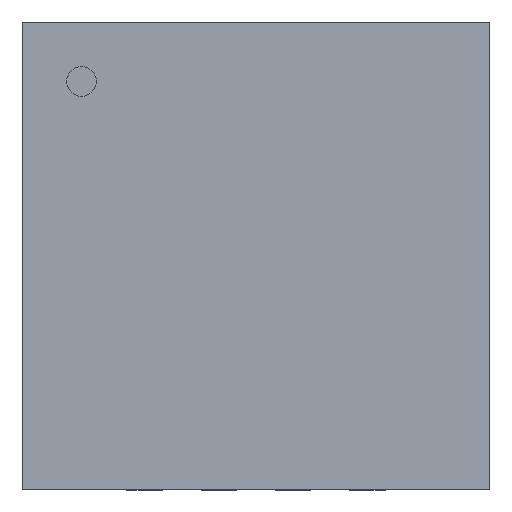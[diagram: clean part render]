
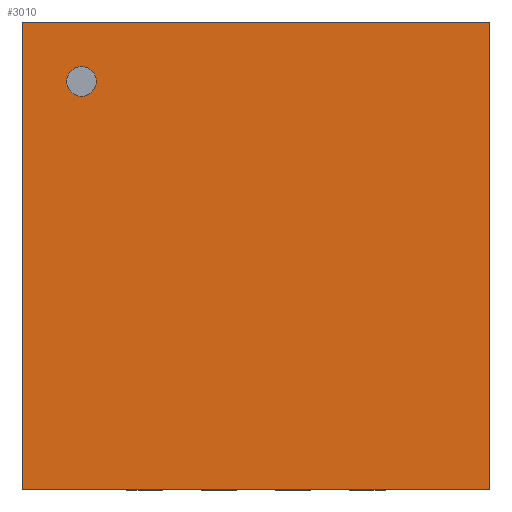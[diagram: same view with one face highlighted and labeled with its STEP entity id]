
A CAD part, top view. The second image highlights one B-rep face of the part: STEP entity #3010.
In plain terms, the highlighted planar face has unit normal (0, 0, 1).
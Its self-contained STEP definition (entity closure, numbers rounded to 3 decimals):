
#16=FACE_BOUND('',#489,.T.);
#123=CIRCLE('',#3271,0.1);
#310=FACE_OUTER_BOUND('',#488,.T.);
#488=EDGE_LOOP('',(#2552,#2553,#2554,#2555));
#489=EDGE_LOOP('',(#2556));
#737=LINE('',#4707,#1081);
#783=LINE('',#4809,#1127);
#824=LINE('',#4905,#1168);
#843=LINE('',#4940,#1187);
#1081=VECTOR('',#3850,3.15);
#1127=VECTOR('',#3938,3.15);
#1168=VECTOR('',#4021,3.15);
#1187=VECTOR('',#4052,3.15);
#1388=VERTEX_POINT('',#4704);
#1389=VERTEX_POINT('',#4706);
#1424=VERTEX_POINT('',#4807);
#1458=VERTEX_POINT('',#4903);
#1470=VERTEX_POINT('',#4950);
#1747=EDGE_CURVE('',#1388,#1389,#737,.T.);
#1801=EDGE_CURVE('',#1424,#1388,#783,.T.);
#1850=EDGE_CURVE('',#1458,#1424,#824,.T.);
#1871=EDGE_CURVE('',#1389,#1458,#843,.T.);
#1878=EDGE_CURVE('',#1470,#1470,#123,.T.);
#2552=ORIENTED_EDGE('',*,*,#1801,.F.);
#2553=ORIENTED_EDGE('',*,*,#1850,.F.);
#2554=ORIENTED_EDGE('',*,*,#1871,.F.);
#2555=ORIENTED_EDGE('',*,*,#1747,.F.);
#2556=ORIENTED_EDGE('',*,*,#1878,.T.);
#2834=PLANE('',#3273);
#3010=ADVANCED_FACE('',(#310,#16),#2834,.T.);
#3271=AXIS2_PLACEMENT_3D('',#4951,#4064,#4065);
#3273=AXIS2_PLACEMENT_3D('',#4953,#4068,#4069);
#3850=DIRECTION('',(1.,0.,0.));
#3938=DIRECTION('',(0.,1.,0.));
#4021=DIRECTION('',(-1.,0.,0.));
#4052=DIRECTION('',(0.,-1.,0.));
#4064=DIRECTION('center_axis',(0.,0.,-1.));
#4065=DIRECTION('ref_axis',(1.,0.,0.));
#4068=DIRECTION('center_axis',(0.,0.,1.));
#4069=DIRECTION('ref_axis',(1.,0.,0.));
#4704=CARTESIAN_POINT('',(-1.575,1.575,0.8));
#4706=CARTESIAN_POINT('',(1.575,1.575,0.8));
#4707=CARTESIAN_POINT('',(1.575,1.575,0.8));
#4807=CARTESIAN_POINT('',(-1.575,-1.575,0.8));
#4809=CARTESIAN_POINT('',(-1.575,1.575,0.8));
#4903=CARTESIAN_POINT('',(1.575,-1.575,0.8));
#4905=CARTESIAN_POINT('',(-1.575,-1.575,0.8));
#4940=CARTESIAN_POINT('',(1.575,-1.575,0.8));
#4950=CARTESIAN_POINT('',(-1.075,1.175,0.8));
#4951=CARTESIAN_POINT('Origin',(-1.175,1.175,0.8));
#4953=CARTESIAN_POINT('Origin',(0.,0.,
0.8));
